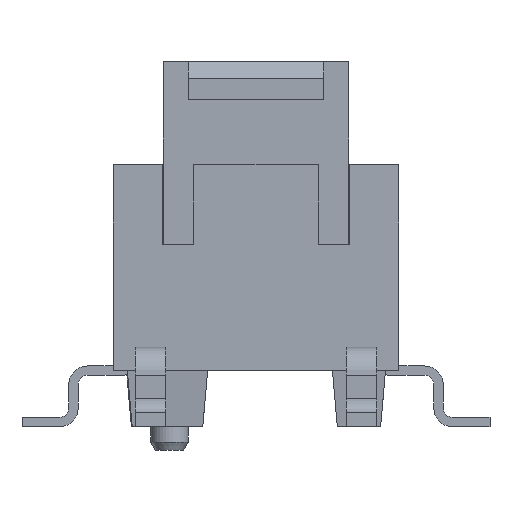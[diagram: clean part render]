
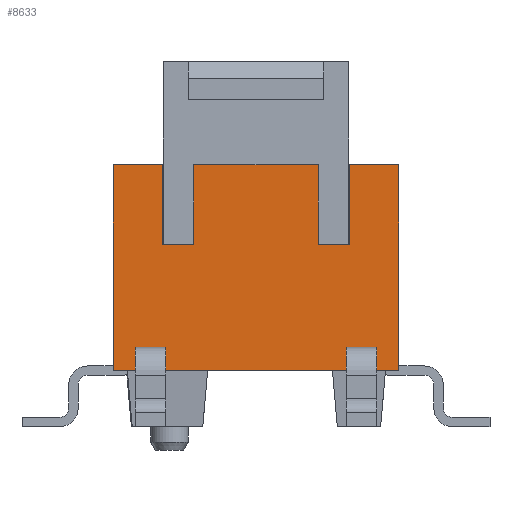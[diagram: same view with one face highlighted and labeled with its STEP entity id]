
A CAD part, left-side view. The second image highlights one B-rep face of the part: STEP entity #8633.
In plain terms, the highlighted planar face has unit normal (-1, 0, 0).
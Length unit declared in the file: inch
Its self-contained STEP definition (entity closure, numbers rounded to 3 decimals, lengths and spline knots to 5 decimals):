
#2193=CARTESIAN_POINT('',(-0.12008,-0.12008,0.1811));
#2194=VERTEX_POINT('',#2193);
#2201=CARTESIAN_POINT('',(-0.12008,-0.12008,0.00787));
#2202=VERTEX_POINT('',#2201);
#2203=CARTESIAN_POINT('',(-0.12008,-0.12008,0.00787));
#2204=DIRECTION('',(0.0,0.0,1.0));
#2205=VECTOR('',#2204,0.17323);
#2206=LINE('',#2203,#2205);
#2207=EDGE_CURVE('',#2202,#2194,#2206,.T.);
#2294=CARTESIAN_POINT('',(-0.12008,0.12008,0.00787));
#2295=VERTEX_POINT('',#2294);
#2302=CARTESIAN_POINT('',(-0.12008,0.12008,0.1811));
#2303=VERTEX_POINT('',#2302);
#2304=CARTESIAN_POINT('',(-0.12008,0.12008,0.00787));
#2305=DIRECTION('',(0.0,0.0,1.0));
#2306=VECTOR('',#2305,0.17323);
#2307=LINE('',#2304,#2306);
#2308=EDGE_CURVE('',#2295,#2303,#2307,.T.);
#4317=CARTESIAN_POINT('',(-0.12008,-0.07874,0.1811));
#4318=VERTEX_POINT('',#4317);
#4325=CARTESIAN_POINT('',(-0.12008,-0.12008,0.1811));
#4326=DIRECTION('',(0.0,1.0,0.0));
#4327=VECTOR('',#4326,0.04134);
#4328=LINE('',#4325,#4327);
#4329=EDGE_CURVE('',#2194,#4318,#4328,.T.);
#4389=CARTESIAN_POINT('',(-0.12008,-0.07874,0.11417));
#4390=VERTEX_POINT('',#4389);
#4397=CARTESIAN_POINT('',(-0.12008,-0.07874,0.1811));
#4398=DIRECTION('',(0.0,0.0,-1.0));
#4399=VECTOR('',#4398,0.06693);
#4400=LINE('',#4397,#4399);
#4401=EDGE_CURVE('',#4318,#4390,#4400,.T.);
#4520=CARTESIAN_POINT('',(-0.12008,0.07874,0.1811));
#4521=VERTEX_POINT('',#4520);
#4522=CARTESIAN_POINT('',(-0.12008,0.07874,0.1811));
#4523=DIRECTION('',(0.0,1.0,0.0));
#4524=VECTOR('',#4523,0.04134);
#4525=LINE('',#4522,#4524);
#4526=EDGE_CURVE('',#4521,#2303,#4525,.T.);
#4613=CARTESIAN_POINT('',(-0.12008,-0.10138,0.02756));
#4614=VERTEX_POINT('',#4613);
#4615=CARTESIAN_POINT('',(-0.12008,-0.10138,0.01575));
#4616=VERTEX_POINT('',#4615);
#4617=CARTESIAN_POINT('',(-0.12008,-0.10138,0.02756));
#4618=DIRECTION('',(0.0,0.0,-1.0));
#4619=VECTOR('',#4618,0.01181);
#4620=LINE('',#4617,#4619);
#4621=EDGE_CURVE('',#4614,#4616,#4620,.T.);
#4948=CARTESIAN_POINT('',(-0.12008,-0.07579,0.01575));
#4949=VERTEX_POINT('',#4948);
#4956=CARTESIAN_POINT('',(-0.12008,-0.10138,0.01575));
#4957=DIRECTION('',(0.0,1.0,0.0));
#4958=VECTOR('',#4957,0.02559);
#4959=LINE('',#4956,#4958);
#4960=EDGE_CURVE('',#4616,#4949,#4959,.T.);
#4972=CARTESIAN_POINT('',(-0.12008,-0.07579,0.02756));
#4973=VERTEX_POINT('',#4972);
#4982=CARTESIAN_POINT('',(-0.12008,-0.07579,0.02756));
#4983=DIRECTION('',(0.0,-1.0,0.0));
#4984=VECTOR('',#4983,0.02559);
#4985=LINE('',#4982,#4984);
#4986=EDGE_CURVE('',#4973,#4614,#4985,.T.);
#4998=CARTESIAN_POINT('',(-0.12008,-0.07579,0.01575));
#4999=DIRECTION('',(0.0,0.0,1.0));
#5000=VECTOR('',#4999,0.01181);
#5001=LINE('',#4998,#5000);
#5002=EDGE_CURVE('',#4949,#4973,#5001,.T.);
#5429=CARTESIAN_POINT('',(-0.12008,0.07579,0.02756));
#5430=VERTEX_POINT('',#5429);
#5431=CARTESIAN_POINT('',(-0.12008,0.07579,0.01575));
#5432=VERTEX_POINT('',#5431);
#5433=CARTESIAN_POINT('',(-0.12008,0.07579,0.02756));
#5434=DIRECTION('',(0.0,0.0,-1.0));
#5435=VECTOR('',#5434,0.01181);
#5436=LINE('',#5433,#5435);
#5437=EDGE_CURVE('',#5430,#5432,#5436,.T.);
#5764=CARTESIAN_POINT('',(-0.12008,0.10138,0.01575));
#5765=VERTEX_POINT('',#5764);
#5772=CARTESIAN_POINT('',(-0.12008,0.07579,0.01575));
#5773=DIRECTION('',(0.0,1.0,0.0));
#5774=VECTOR('',#5773,0.02559);
#5775=LINE('',#5772,#5774);
#5776=EDGE_CURVE('',#5432,#5765,#5775,.T.);
#5788=CARTESIAN_POINT('',(-0.12008,0.10138,0.02756));
#5789=VERTEX_POINT('',#5788);
#5798=CARTESIAN_POINT('',(-0.12008,0.10138,0.02756));
#5799=DIRECTION('',(0.0,-1.0,0.0));
#5800=VECTOR('',#5799,0.02559);
#5801=LINE('',#5798,#5800);
#5802=EDGE_CURVE('',#5789,#5430,#5801,.T.);
#5814=CARTESIAN_POINT('',(-0.12008,0.10138,0.01575));
#5815=DIRECTION('',(0.0,0.0,1.0));
#5816=VECTOR('',#5815,0.01181);
#5817=LINE('',#5814,#5816);
#5818=EDGE_CURVE('',#5765,#5789,#5817,.T.);
#7789=CARTESIAN_POINT('',(-0.12008,0.12008,0.00787));
#7790=DIRECTION('',(0.0,-1.0,0.0));
#7791=VECTOR('',#7790,0.24016);
#7792=LINE('',#7789,#7791);
#7793=EDGE_CURVE('',#2295,#2202,#7792,.T.);
#8297=CARTESIAN_POINT('',(-0.12008,-0.05217,0.11417));
#8298=VERTEX_POINT('',#8297);
#8305=CARTESIAN_POINT('',(-0.12008,-0.07874,0.11417));
#8306=DIRECTION('',(0.0,1.0,0.0));
#8307=VECTOR('',#8306,0.02657);
#8308=LINE('',#8305,#8307);
#8309=EDGE_CURVE('',#4390,#8298,#8308,.T.);
#8352=CARTESIAN_POINT('',(-0.12008,-0.05217,0.1811));
#8353=VERTEX_POINT('',#8352);
#8360=CARTESIAN_POINT('',(-0.12008,-0.05217,0.11417));
#8361=DIRECTION('',(0.0,0.0,1.0));
#8362=VECTOR('',#8361,0.06693);
#8363=LINE('',#8360,#8362);
#8364=EDGE_CURVE('',#8298,#8353,#8363,.T.);
#8409=CARTESIAN_POINT('',(-0.12008,0.05217,0.11417));
#8410=VERTEX_POINT('',#8409);
#8417=CARTESIAN_POINT('',(-0.12008,0.05217,0.1811));
#8418=VERTEX_POINT('',#8417);
#8419=CARTESIAN_POINT('',(-0.12008,0.05217,0.1811));
#8420=DIRECTION('',(0.0,0.0,-1.0));
#8421=VECTOR('',#8420,0.06693);
#8422=LINE('',#8419,#8421);
#8423=EDGE_CURVE('',#8418,#8410,#8422,.T.);
#8478=CARTESIAN_POINT('',(-0.12008,0.07874,0.11417));
#8479=VERTEX_POINT('',#8478);
#8486=CARTESIAN_POINT('',(-0.12008,0.05217,0.11417));
#8487=DIRECTION('',(0.0,1.0,0.0));
#8488=VECTOR('',#8487,0.02657);
#8489=LINE('',#8486,#8488);
#8490=EDGE_CURVE('',#8410,#8479,#8489,.T.);
#8527=CARTESIAN_POINT('',(-0.12008,0.07874,0.11417));
#8528=DIRECTION('',(0.0,0.0,1.0));
#8529=VECTOR('',#8528,0.06693);
#8530=LINE('',#8527,#8529);
#8531=EDGE_CURVE('',#8479,#4521,#8530,.T.);
#8593=CARTESIAN_POINT('',(-0.12008,-0.05217,0.1811));
#8594=DIRECTION('',(0.0,1.0,0.0));
#8595=VECTOR('',#8594,0.10433);
#8596=LINE('',#8593,#8595);
#8597=EDGE_CURVE('',#8353,#8418,#8596,.T.);
#8602=CARTESIAN_POINT('',(-0.12008,-0.12008,0.0));
#8603=DIRECTION('',(-1.0,0.0,0.0));
#8604=DIRECTION('',(0.0,0.0,1.0));
#8605=AXIS2_PLACEMENT_3D('',#8602,#8603,#8604);
#8606=PLANE('',#8605);
#8607=ORIENTED_EDGE('',*,*,#7793,.T.);
#8608=ORIENTED_EDGE('',*,*,#2207,.T.);
#8609=ORIENTED_EDGE('',*,*,#4329,.T.);
#8610=ORIENTED_EDGE('',*,*,#4401,.T.);
#8611=ORIENTED_EDGE('',*,*,#8309,.T.);
#8612=ORIENTED_EDGE('',*,*,#8364,.T.);
#8613=ORIENTED_EDGE('',*,*,#8597,.T.);
#8614=ORIENTED_EDGE('',*,*,#8423,.T.);
#8615=ORIENTED_EDGE('',*,*,#8490,.T.);
#8616=ORIENTED_EDGE('',*,*,#8531,.T.);
#8617=ORIENTED_EDGE('',*,*,#4526,.T.);
#8618=ORIENTED_EDGE('',*,*,#2308,.F.);
#8619=EDGE_LOOP('',(#8607,#8608,#8609,#8610,#8611,#8612,#8613,#8614,#8615,#8616,#8617,#8618));
#8620=FACE_OUTER_BOUND('',#8619,.T.);
#8621=ORIENTED_EDGE('',*,*,#4621,.T.);
#8622=ORIENTED_EDGE('',*,*,#4960,.T.);
#8623=ORIENTED_EDGE('',*,*,#5002,.T.);
#8624=ORIENTED_EDGE('',*,*,#4986,.T.);
#8625=EDGE_LOOP('',(#8621,#8622,#8623,#8624));
#8626=FACE_BOUND('',#8625,.T.);
#8627=ORIENTED_EDGE('',*,*,#5437,.T.);
#8628=ORIENTED_EDGE('',*,*,#5776,.T.);
#8629=ORIENTED_EDGE('',*,*,#5818,.T.);
#8630=ORIENTED_EDGE('',*,*,#5802,.T.);
#8631=EDGE_LOOP('',(#8627,#8628,#8629,#8630));
#8632=FACE_BOUND('',#8631,.T.);
#8633=ADVANCED_FACE('',(#8620,#8626,#8632),#8606,.T.);
